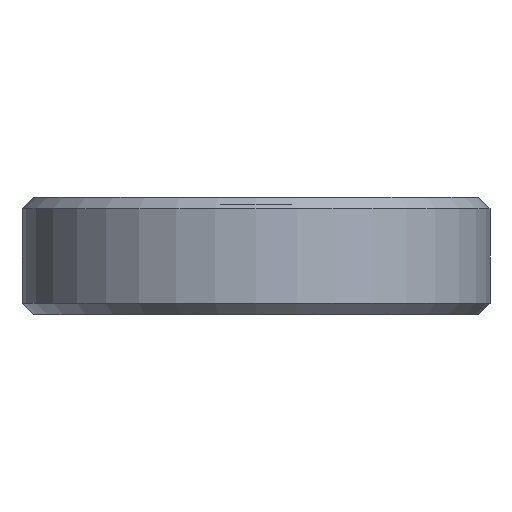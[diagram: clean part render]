
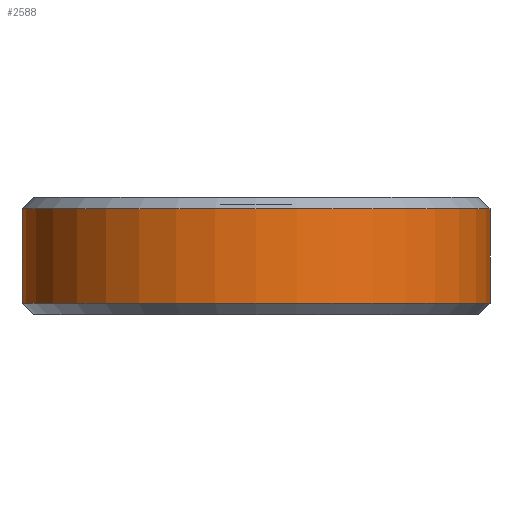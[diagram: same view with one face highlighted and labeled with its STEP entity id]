
A CAD part, left-side view. The second image highlights one B-rep face of the part: STEP entity #2588.
In plain terms, the highlighted cylindrical face has radius 6.25 mm (diameter 12.5 mm), a partial arc.
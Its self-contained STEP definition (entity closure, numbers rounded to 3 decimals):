
#382 = CONICAL_SURFACE('',#383,6.25,0.785);
#383 = AXIS2_PLACEMENT_3D('',#384,#385,#386);
#384 = CARTESIAN_POINT('',(0.,0.,0.3));
#385 = DIRECTION('',(0.,0.,1.));
#386 = DIRECTION('',(0.,1.,0.));
#1381 = VERTEX_POINT('',#1382);
#1382 = CARTESIAN_POINT('',(0.,-6.25,0.3));
#1417 = PLANE('',#1418);
#1418 = AXIS2_PLACEMENT_3D('',#1419,#1420,#1421);
#1419 = CARTESIAN_POINT('',(237.5,-6.25,0.));
#1420 = DIRECTION('',(0.,-1.,0.));
#1421 = DIRECTION('',(-1.,0.,0.));
#1435 = VERTEX_POINT('',#1436);
#1436 = CARTESIAN_POINT('',(0.,6.25,0.3));
#1456 = EDGE_CURVE('',#1435,#1381,#1457,.T.);
#1457 = SURFACE_CURVE('',#1458,(#1463,#1470),.PCURVE_S1.);
#1458 = CIRCLE('',#1459,6.25);
#1459 = AXIS2_PLACEMENT_3D('',#1460,#1461,#1462);
#1460 = CARTESIAN_POINT('',(0.,0.,0.3));
#1461 = DIRECTION('',(0.,-0.,1.));
#1462 = DIRECTION('',(0.,1.,0.));
#1463 = PCURVE('',#382,#1464);
#1464 = DEFINITIONAL_REPRESENTATION('',(#1465),#1469);
#1465 = LINE('',#1466,#1467);
#1466 = CARTESIAN_POINT('',(0.,-0.));
#1467 = VECTOR('',#1468,1.);
#1468 = DIRECTION('',(1.,-0.));
#1469 = ( GEOMETRIC_REPRESENTATION_CONTEXT(2) 
PARAMETRIC_REPRESENTATION_CONTEXT() REPRESENTATION_CONTEXT('2D SPACE',''
  ) );
#1470 = PCURVE('',#1471,#1476);
#1471 = CYLINDRICAL_SURFACE('',#1472,6.25);
#1472 = AXIS2_PLACEMENT_3D('',#1473,#1474,#1475);
#1473 = CARTESIAN_POINT('',(0.,0.,0.));
#1474 = DIRECTION('',(-0.,-0.,-1.));
#1475 = DIRECTION('',(1.,0.,0.));
#1476 = DEFINITIONAL_REPRESENTATION('',(#1477),#1481);
#1477 = LINE('',#1478,#1479);
#1478 = CARTESIAN_POINT('',(-1.571,-0.3));
#1479 = VECTOR('',#1480,1.);
#1480 = DIRECTION('',(-1.,0.));
#1481 = ( GEOMETRIC_REPRESENTATION_CONTEXT(2) 
PARAMETRIC_REPRESENTATION_CONTEXT() REPRESENTATION_CONTEXT('2D SPACE',''
  ) );
#1503 = PLANE('',#1504);
#1504 = AXIS2_PLACEMENT_3D('',#1505,#1506,#1507);
#1505 = CARTESIAN_POINT('',(237.5,6.25,0.));
#1506 = DIRECTION('',(0.,-1.,0.));
#1507 = DIRECTION('',(-1.,0.,0.));
#2540 = VERTEX_POINT('',#2541);
#2541 = CARTESIAN_POINT('',(0.,-6.25,2.825));
#2567 = EDGE_CURVE('',#1381,#2540,#2568,.T.);
#2568 = SURFACE_CURVE('',#2569,(#2573,#2580),.PCURVE_S1.);
#2569 = LINE('',#2570,#2571);
#2570 = CARTESIAN_POINT('',(0.,-6.25,0.));
#2571 = VECTOR('',#2572,1.);
#2572 = DIRECTION('',(0.,0.,1.));
#2573 = PCURVE('',#1417,#2574);
#2574 = DEFINITIONAL_REPRESENTATION('',(#2575),#2579);
#2575 = LINE('',#2576,#2577);
#2576 = CARTESIAN_POINT('',(237.5,0.));
#2577 = VECTOR('',#2578,1.);
#2578 = DIRECTION('',(0.,-1.));
#2579 = ( GEOMETRIC_REPRESENTATION_CONTEXT(2) 
PARAMETRIC_REPRESENTATION_CONTEXT() REPRESENTATION_CONTEXT('2D SPACE',''
  ) );
#2580 = PCURVE('',#1471,#2581);
#2581 = DEFINITIONAL_REPRESENTATION('',(#2582),#2586);
#2582 = LINE('',#2583,#2584);
#2583 = CARTESIAN_POINT('',(-4.712,0.));
#2584 = VECTOR('',#2585,1.);
#2585 = DIRECTION('',(-0.,-1.));
#2586 = ( GEOMETRIC_REPRESENTATION_CONTEXT(2) 
PARAMETRIC_REPRESENTATION_CONTEXT() REPRESENTATION_CONTEXT('2D SPACE',''
  ) );
#2588 = ADVANCED_FACE('',(#2589),#1471,.T.);
#2589 = FACE_BOUND('',#2590,.F.);
#2590 = EDGE_LOOP('',(#2591,#2614,#2641,#2642));
#2591 = ORIENTED_EDGE('',*,*,#2592,.T.);
#2592 = EDGE_CURVE('',#1435,#2593,#2595,.T.);
#2593 = VERTEX_POINT('',#2594);
#2594 = CARTESIAN_POINT('',(0.,6.25,2.825));
#2595 = SURFACE_CURVE('',#2596,(#2600,#2607),.PCURVE_S1.);
#2596 = LINE('',#2597,#2598);
#2597 = CARTESIAN_POINT('',(0.,6.25,0.));
#2598 = VECTOR('',#2599,1.);
#2599 = DIRECTION('',(0.,0.,1.));
#2600 = PCURVE('',#1471,#2601);
#2601 = DEFINITIONAL_REPRESENTATION('',(#2602),#2606);
#2602 = LINE('',#2603,#2604);
#2603 = CARTESIAN_POINT('',(-1.571,0.));
#2604 = VECTOR('',#2605,1.);
#2605 = DIRECTION('',(-0.,-1.));
#2606 = ( GEOMETRIC_REPRESENTATION_CONTEXT(2) 
PARAMETRIC_REPRESENTATION_CONTEXT() REPRESENTATION_CONTEXT('2D SPACE',''
  ) );
#2607 = PCURVE('',#1503,#2608);
#2608 = DEFINITIONAL_REPRESENTATION('',(#2609),#2613);
#2609 = LINE('',#2610,#2611);
#2610 = CARTESIAN_POINT('',(237.5,0.));
#2611 = VECTOR('',#2612,1.);
#2612 = DIRECTION('',(0.,-1.));
#2613 = ( GEOMETRIC_REPRESENTATION_CONTEXT(2) 
PARAMETRIC_REPRESENTATION_CONTEXT() REPRESENTATION_CONTEXT('2D SPACE',''
  ) );
#2614 = ORIENTED_EDGE('',*,*,#2615,.T.);
#2615 = EDGE_CURVE('',#2593,#2540,#2616,.T.);
#2616 = SURFACE_CURVE('',#2617,(#2622,#2629),.PCURVE_S1.);
#2617 = CIRCLE('',#2618,6.25);
#2618 = AXIS2_PLACEMENT_3D('',#2619,#2620,#2621);
#2619 = CARTESIAN_POINT('',(0.,0.,2.825));
#2620 = DIRECTION('',(0.,-0.,1.));
#2621 = DIRECTION('',(0.,1.,0.));
#2622 = PCURVE('',#1471,#2623);
#2623 = DEFINITIONAL_REPRESENTATION('',(#2624),#2628);
#2624 = LINE('',#2625,#2626);
#2625 = CARTESIAN_POINT('',(-1.571,-2.825));
#2626 = VECTOR('',#2627,1.);
#2627 = DIRECTION('',(-1.,0.));
#2628 = ( GEOMETRIC_REPRESENTATION_CONTEXT(2) 
PARAMETRIC_REPRESENTATION_CONTEXT() REPRESENTATION_CONTEXT('2D SPACE',''
  ) );
#2629 = PCURVE('',#2630,#2635);
#2630 = CONICAL_SURFACE('',#2631,6.25,0.785);
#2631 = AXIS2_PLACEMENT_3D('',#2632,#2633,#2634);
#2632 = CARTESIAN_POINT('',(0.,0.,2.825));
#2633 = DIRECTION('',(-0.,-0.,-1.));
#2634 = DIRECTION('',(0.,1.,0.));
#2635 = DEFINITIONAL_REPRESENTATION('',(#2636),#2640);
#2636 = LINE('',#2637,#2638);
#2637 = CARTESIAN_POINT('',(-0.,-0.));
#2638 = VECTOR('',#2639,1.);
#2639 = DIRECTION('',(-1.,-0.));
#2640 = ( GEOMETRIC_REPRESENTATION_CONTEXT(2) 
PARAMETRIC_REPRESENTATION_CONTEXT() REPRESENTATION_CONTEXT('2D SPACE',''
  ) );
#2641 = ORIENTED_EDGE('',*,*,#2567,.F.);
#2642 = ORIENTED_EDGE('',*,*,#1456,.F.);
